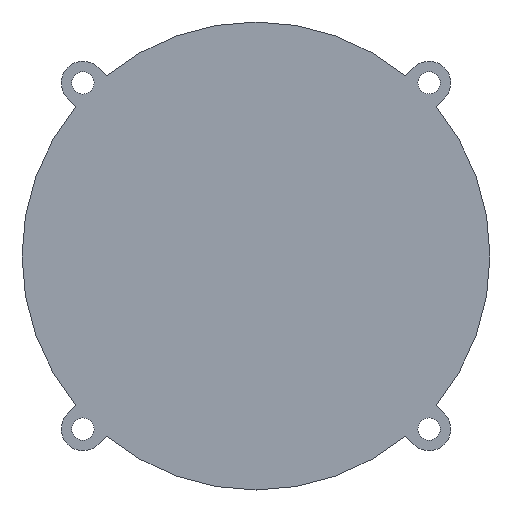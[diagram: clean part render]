
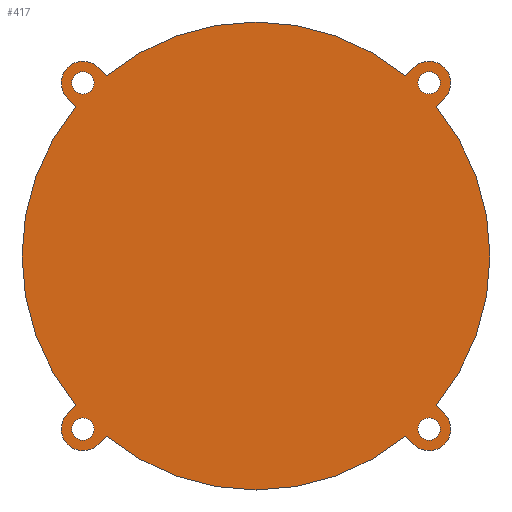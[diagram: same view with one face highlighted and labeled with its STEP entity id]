
A CAD part, top view. The second image highlights one B-rep face of the part: STEP entity #417.
In plain terms, the highlighted planar face has unit normal (0, 0, 1).
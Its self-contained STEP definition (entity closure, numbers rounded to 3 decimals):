
#31=FACE_BOUND('',#62,.T.);
#32=FACE_BOUND('',#63,.T.);
#33=FACE_BOUND('',#64,.T.);
#34=FACE_BOUND('',#65,.T.);
#39=FACE_OUTER_BOUND('',#61,.T.);
#61=EDGE_LOOP('',(#287,#288,#289,#290,#291,#292,#293,#294,#295,#296,#297,
#298,#299,#300,#301,#302));
#62=EDGE_LOOP('',(#303));
#63=EDGE_LOOP('',(#304));
#64=EDGE_LOOP('',(#305));
#65=EDGE_LOOP('',(#306));
#91=LINE('',#642,#127);
#92=LINE('',#646,#128);
#93=LINE('',#650,#129);
#94=LINE('',#654,#130);
#95=LINE('',#658,#131);
#96=LINE('',#662,#132);
#97=LINE('',#666,#133);
#98=LINE('',#669,#134);
#127=VECTOR('',#509,10.);
#128=VECTOR('',#512,10.);
#129=VECTOR('',#515,10.);
#130=VECTOR('',#518,10.);
#131=VECTOR('',#521,10.);
#132=VECTOR('',#524,10.);
#133=VECTOR('',#527,10.);
#134=VECTOR('',#530,10.);
#163=CIRCLE('',#455,32.5);
#164=CIRCLE('',#456,3.);
#165=CIRCLE('',#457,32.5);
#166=CIRCLE('',#458,3.);
#167=CIRCLE('',#459,32.5);
#168=CIRCLE('',#460,3.);
#169=CIRCLE('',#461,32.5);
#170=CIRCLE('',#462,3.);
#171=CIRCLE('',#463,1.55);
#172=CIRCLE('',#464,1.55);
#173=CIRCLE('',#465,1.55);
#174=CIRCLE('',#466,1.55);
#187=VERTEX_POINT('',#638);
#188=VERTEX_POINT('',#639);
#189=VERTEX_POINT('',#641);
#190=VERTEX_POINT('',#643);
#191=VERTEX_POINT('',#645);
#192=VERTEX_POINT('',#647);
#193=VERTEX_POINT('',#649);
#194=VERTEX_POINT('',#651);
#195=VERTEX_POINT('',#653);
#196=VERTEX_POINT('',#655);
#197=VERTEX_POINT('',#657);
#198=VERTEX_POINT('',#659);
#199=VERTEX_POINT('',#661);
#200=VERTEX_POINT('',#663);
#201=VERTEX_POINT('',#665);
#202=VERTEX_POINT('',#667);
#203=VERTEX_POINT('',#670);
#204=VERTEX_POINT('',#672);
#205=VERTEX_POINT('',#674);
#206=VERTEX_POINT('',#676);
#227=EDGE_CURVE('',#187,#188,#163,.T.);
#228=EDGE_CURVE('',#189,#187,#91,.T.);
#229=EDGE_CURVE('',#190,#189,#164,.T.);
#230=EDGE_CURVE('',#191,#190,#92,.T.);
#231=EDGE_CURVE('',#192,#191,#165,.T.);
#232=EDGE_CURVE('',#193,#192,#93,.T.);
#233=EDGE_CURVE('',#194,#193,#166,.T.);
#234=EDGE_CURVE('',#195,#194,#94,.T.);
#235=EDGE_CURVE('',#196,#195,#167,.T.);
#236=EDGE_CURVE('',#197,#196,#95,.T.);
#237=EDGE_CURVE('',#198,#197,#168,.T.);
#238=EDGE_CURVE('',#199,#198,#96,.T.);
#239=EDGE_CURVE('',#200,#199,#169,.T.);
#240=EDGE_CURVE('',#201,#200,#97,.T.);
#241=EDGE_CURVE('',#202,#201,#170,.T.);
#242=EDGE_CURVE('',#188,#202,#98,.T.);
#243=EDGE_CURVE('',#203,#203,#171,.T.);
#244=EDGE_CURVE('',#204,#204,#172,.T.);
#245=EDGE_CURVE('',#205,#205,#173,.T.);
#246=EDGE_CURVE('',#206,#206,#174,.T.);
#287=ORIENTED_EDGE('',*,*,#227,.F.);
#288=ORIENTED_EDGE('',*,*,#228,.F.);
#289=ORIENTED_EDGE('',*,*,#229,.F.);
#290=ORIENTED_EDGE('',*,*,#230,.F.);
#291=ORIENTED_EDGE('',*,*,#231,.F.);
#292=ORIENTED_EDGE('',*,*,#232,.F.);
#293=ORIENTED_EDGE('',*,*,#233,.F.);
#294=ORIENTED_EDGE('',*,*,#234,.F.);
#295=ORIENTED_EDGE('',*,*,#235,.F.);
#296=ORIENTED_EDGE('',*,*,#236,.F.);
#297=ORIENTED_EDGE('',*,*,#237,.F.);
#298=ORIENTED_EDGE('',*,*,#238,.F.);
#299=ORIENTED_EDGE('',*,*,#239,.F.);
#300=ORIENTED_EDGE('',*,*,#240,.F.);
#301=ORIENTED_EDGE('',*,*,#241,.F.);
#302=ORIENTED_EDGE('',*,*,#242,.F.);
#303=ORIENTED_EDGE('',*,*,#243,.F.);
#304=ORIENTED_EDGE('',*,*,#244,.F.);
#305=ORIENTED_EDGE('',*,*,#245,.F.);
#306=ORIENTED_EDGE('',*,*,#246,.F.);
#407=PLANE('',#454);
#417=ADVANCED_FACE('',(#39,#31,#32,#33,#34),#407,.T.);
#454=AXIS2_PLACEMENT_3D('',#637,#505,#506);
#455=AXIS2_PLACEMENT_3D('',#640,#507,#508);
#456=AXIS2_PLACEMENT_3D('',#644,#510,#511);
#457=AXIS2_PLACEMENT_3D('',#648,#513,#514);
#458=AXIS2_PLACEMENT_3D('',#652,#516,#517);
#459=AXIS2_PLACEMENT_3D('',#656,#519,#520);
#460=AXIS2_PLACEMENT_3D('',#660,#522,#523);
#461=AXIS2_PLACEMENT_3D('',#664,#525,#526);
#462=AXIS2_PLACEMENT_3D('',#668,#528,#529);
#463=AXIS2_PLACEMENT_3D('',#671,#531,#532);
#464=AXIS2_PLACEMENT_3D('',#673,#533,#534);
#465=AXIS2_PLACEMENT_3D('',#675,#535,#536);
#466=AXIS2_PLACEMENT_3D('',#677,#537,#538);
#505=DIRECTION('center_axis',(0.,0.,1.));
#506=DIRECTION('ref_axis',(1.,0.,0.));
#507=DIRECTION('center_axis',(0.,0.,-1.));
#508=DIRECTION('ref_axis',(-0.639,0.769,0.));
#509=DIRECTION('',(0.707,-0.707,0.));
#510=DIRECTION('center_axis',(0.,0.,-1.));
#511=DIRECTION('ref_axis',(-0.707,-0.707,0.));
#512=DIRECTION('',(-0.707,0.707,0.));
#513=DIRECTION('center_axis',(0.,0.,-1.));
#514=DIRECTION('ref_axis',(-0.769,-0.639,0.));
#515=DIRECTION('',(0.707,0.707,0.));
#516=DIRECTION('center_axis',(0.,0.,-1.));
#517=DIRECTION('ref_axis',(0.707,-0.707,0.));
#518=DIRECTION('',(-0.707,-0.707,0.));
#519=DIRECTION('center_axis',(0.,0.,-1.));
#520=DIRECTION('ref_axis',(0.639,-0.769,0.));
#521=DIRECTION('',(-0.707,0.707,0.));
#522=DIRECTION('center_axis',(0.,0.,-1.));
#523=DIRECTION('ref_axis',(0.707,0.707,0.));
#524=DIRECTION('',(0.707,-0.707,0.));
#525=DIRECTION('center_axis',(0.,0.,-1.));
#526=DIRECTION('ref_axis',(0.769,0.639,0.));
#527=DIRECTION('',(-0.707,-0.707,0.));
#528=DIRECTION('center_axis',(0.,0.,-1.));
#529=DIRECTION('ref_axis',(0.707,0.707,0.));
#530=DIRECTION('',(0.707,0.707,0.));
#531=DIRECTION('center_axis',(0.,0.,1.));
#532=DIRECTION('ref_axis',(0.,-1.,0.));
#533=DIRECTION('center_axis',(0.,0.,1.));
#534=DIRECTION('ref_axis',(0.,-1.,0.));
#535=DIRECTION('center_axis',(0.,0.,1.));
#536=DIRECTION('ref_axis',(0.,-1.,0.));
#537=DIRECTION('center_axis',(0.,0.,1.));
#538=DIRECTION('ref_axis',(0.,-1.,0.));
#637=CARTESIAN_POINT('Origin',(0.,0.,1.91));
#638=CARTESIAN_POINT('',(-20.762,25.004,1.91));
#639=CARTESIAN_POINT('',(20.762,25.004,1.91));
#640=CARTESIAN_POINT('Origin',(0.,0.,1.91));
#641=CARTESIAN_POINT('',(-21.92,26.163,1.91));
#642=CARTESIAN_POINT('',(-9.32,13.563,1.91));
#643=CARTESIAN_POINT('',(-26.163,21.92,1.91));
#644=CARTESIAN_POINT('Origin',(-24.042,24.042,1.91));
#645=CARTESIAN_POINT('',(-25.004,20.762,1.91));
#646=CARTESIAN_POINT('',(-14.142,9.899,1.91));
#647=CARTESIAN_POINT('',(-25.004,-20.762,1.91));
#648=CARTESIAN_POINT('Origin',(0.,0.,1.91));
#649=CARTESIAN_POINT('',(-26.163,-21.92,1.91));
#650=CARTESIAN_POINT('',(-13.563,-9.32,1.91));
#651=CARTESIAN_POINT('',(-21.92,-26.163,1.91));
#652=CARTESIAN_POINT('Origin',(-24.042,-24.042,1.91));
#653=CARTESIAN_POINT('',(-20.762,-25.004,1.91));
#654=CARTESIAN_POINT('',(-9.899,-14.142,1.91));
#655=CARTESIAN_POINT('',(20.762,-25.004,1.91));
#656=CARTESIAN_POINT('Origin',(0.,0.,1.91));
#657=CARTESIAN_POINT('',(21.92,-26.163,1.91));
#658=CARTESIAN_POINT('',(9.32,-13.563,1.91));
#659=CARTESIAN_POINT('',(26.163,-21.92,1.91));
#660=CARTESIAN_POINT('Origin',(24.042,-24.042,1.91));
#661=CARTESIAN_POINT('',(25.004,-20.762,1.91));
#662=CARTESIAN_POINT('',(14.142,-9.899,1.91));
#663=CARTESIAN_POINT('',(25.004,20.762,1.91));
#664=CARTESIAN_POINT('Origin',(0.,0.,1.91));
#665=CARTESIAN_POINT('',(26.163,21.92,1.91));
#666=CARTESIAN_POINT('',(13.563,9.32,1.91));
#667=CARTESIAN_POINT('',(21.92,26.163,1.91));
#668=CARTESIAN_POINT('Origin',(24.042,24.042,1.91));
#669=CARTESIAN_POINT('',(9.9,14.142,1.91));
#670=CARTESIAN_POINT('',(-24.042,-22.492,1.91));
#671=CARTESIAN_POINT('Origin',(-24.042,-24.042,1.91));
#672=CARTESIAN_POINT('',(24.042,-22.492,1.91));
#673=CARTESIAN_POINT('Origin',(24.042,-24.042,1.91));
#674=CARTESIAN_POINT('',(-24.042,25.592,1.91));
#675=CARTESIAN_POINT('Origin',(-24.042,24.042,1.91));
#676=CARTESIAN_POINT('',(24.05,25.6,1.91));
#677=CARTESIAN_POINT('Origin',(24.05,24.05,1.91));
